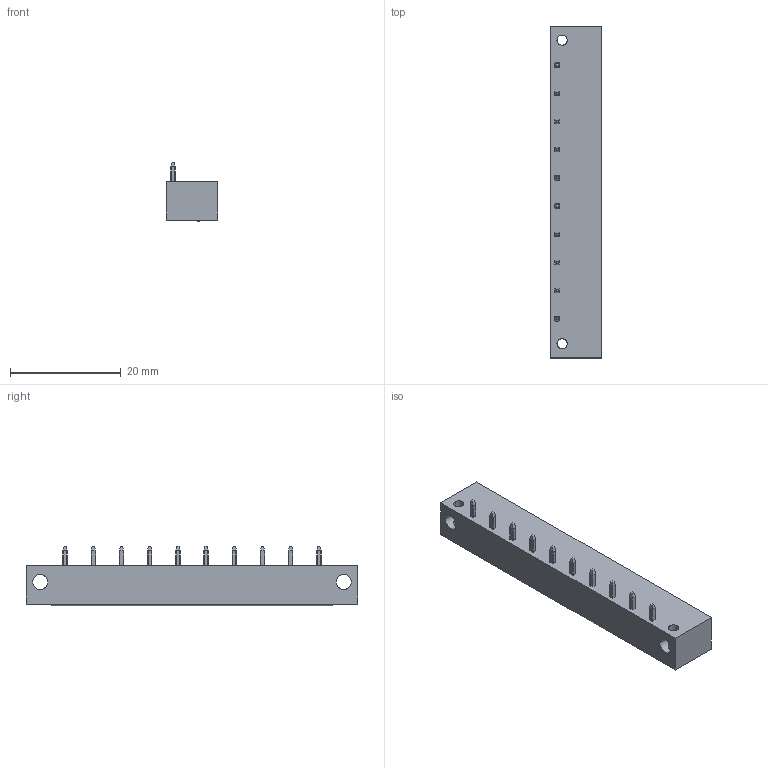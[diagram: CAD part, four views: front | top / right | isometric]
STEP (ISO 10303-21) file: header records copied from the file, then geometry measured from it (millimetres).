
FILE_DESCRIPTION((''),'2;1');
FILE_NAME('TLPHW-313R-XXP','2024-10-30T13:12:55',('sheji'),(''),'CREO PARAMETRIC BY PTC INC, 2018100','CREO PARAMETRIC BY PTC INC, 2018100','');
FILE_SCHEMA(('CONFIG_CONTROL_DESIGN'));
Length unit declared in the file: millimetre
Products named in the file (1): TLPHW-313R-XXP
Bounding box: 9.2 x 59.82 x 10.65 mm (x, y, z)
Volume: 2659.8 mm3; surface area: 4029.9 mm2
Topology: 1 solids, 1 shells, 596 faces, 1551 edges, 998 vertices
Faces by surface type: plane 459, cylinder 103, cone 34
Entity records: 18220 total; most frequent: CARTESIAN_POINT 3796, ORIENTED_EDGE 3102, DIRECTION 2727, EDGE_CURVE 1551, VECTOR 1191, LINE 1191, VERTEX_POINT 998, AXIS2_PLACEMENT_3D 768
